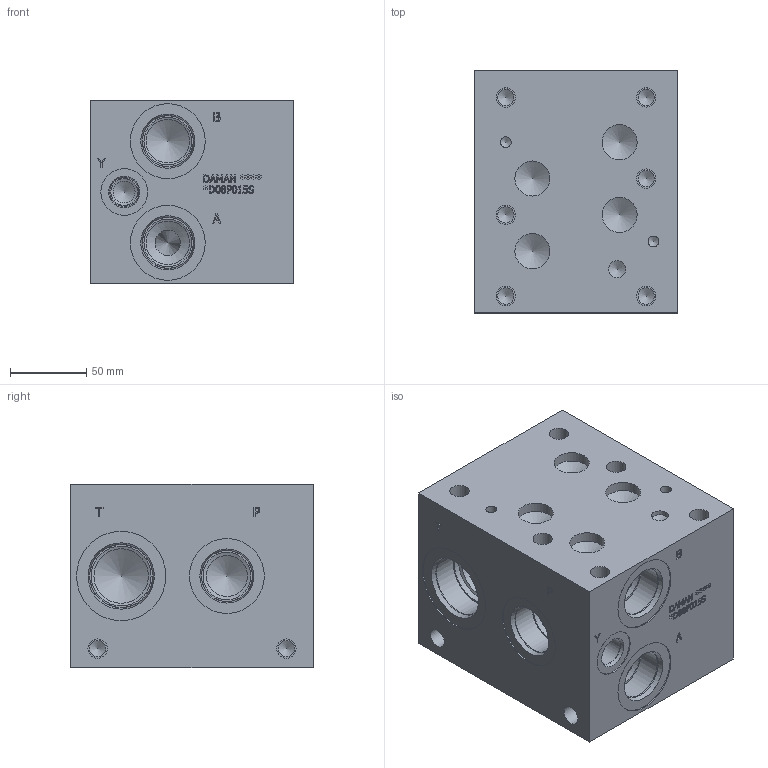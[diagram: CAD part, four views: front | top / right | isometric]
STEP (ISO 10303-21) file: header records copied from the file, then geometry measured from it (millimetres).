
FILE_DESCRIPTION(/* description */ (''),/* implementation_level */ '2;1');
FILE_NAME(/* name */ '_D08P015S.stp',/* time_stamp */ '2020-03-09T13:17:23-04:00',/* author */ ('devonn'),/* organization */ (''),/* preprocessor_version */ 'ST-DEVELOPER v17',/* originating_system */ 'Autodesk Inventor 2019',/* authorisation */ '');
FILE_SCHEMA (('AUTOMOTIVE_DESIGN { 1 0 10303 214 3 1 1 }'));
Length unit declared in the file: millimetre
Products named in the file (1): Part_AD08P015S_3D
Bounding box: 133.35 x 158.75 x 120.65 mm (x, y, z)
Volume: 2274289.1 mm3; surface area: 153976.5 mm2
Topology: 1 solids, 1 shells, 549 faces, 1485 edges, 1001 vertices
Faces by surface type: plane 309, bspline 127, cylinder 64, cone 49
Full cylindrical faces by diameter (mm): 7.137 x2, 10.719 x10, 11.113 x1, 12.7 x10, 14.3 x1, 17.501 x1, 19.05 x1, 19.253 x1, 23.012 x3, 23.017 x1, 26.975 x2, 28.575 x2, 30.632 x1, 31.267 x4, 33.34 x2, 33.35 x2, 33.757 x4, 35.509 x2, 35.712 x2, 39.218 x2, 41.275 x1, 41.28 x1, 41.758 x1, 43.51 x1, 49.124 x4, 58.572 x2
Entity records: 18232 total; most frequent: CARTESIAN_POINT 4663, ORIENTED_EDGE 2922, DIRECTION 2288, EDGE_CURVE 1461, VERTEX_POINT 1001, LINE 972, VECTOR 972, AXIS2_PLACEMENT_3D 658
